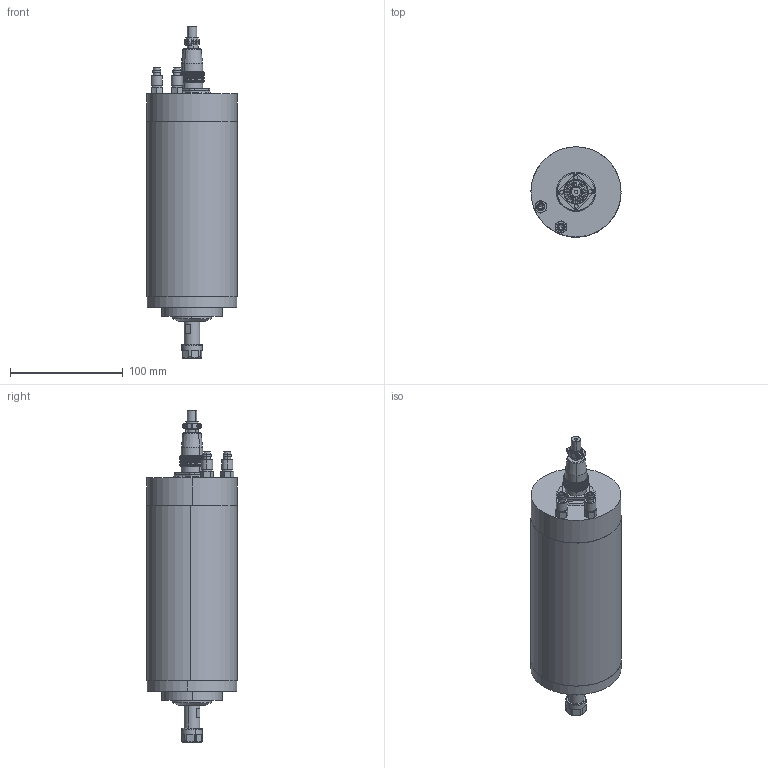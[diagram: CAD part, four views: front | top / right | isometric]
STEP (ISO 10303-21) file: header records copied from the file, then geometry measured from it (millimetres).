
FILE_DESCRIPTION (( 'STEP AP214' ), '1' );
FILE_NAME ('GDZ-19.STEP', '2024-08-01T01:10:10', ( '00' ), ( '' ), 'SwSTEP 2.0', 'SolidWorks 2018', '' );
FILE_SCHEMA (( 'AUTOMOTIVE_DESIGN' ));
Length unit declared in the file: millimetre
Products named in the file (13): GDZ19堤盄釱; GDZ19粣芛; GDZ-19; GDZ19儂褲; 阨郲30.5-(M8); GDZ19ヶ蹟譫; H17-4瑤脣; ER11蹟簽; GDZ19ヶ裔; H17-4脣釱; GDZ19粣創釱; ER11粟俶芠標; H17-4脣芛
Assembly tree (13 placements, depth 3):
  GDZ-19
    GDZ19儂褲
    ER11粟俶芠標
    ER11蹟簽
    GDZ19堤盄釱
    GDZ19ヶ裔
    GDZ19ヶ蹟譫
    GDZ19粣創釱
    GDZ19粣芛
    阨郲30.5-(M8)  x2
    H17-4瑤脣
      H17-4脣釱
      H17-4脣芛
Bounding box: 80 x 80 x 294.7 mm (x, y, z)
Volume: 992847.6 mm3; surface area: 106372.7 mm2
Topology: 14 solids, 14 shells, 1075 faces, 2851 edges, 1845 vertices
Faces by surface type: cylinder 498, plane 469, cone 66, torus 17, bspline 13, sphere 12
Entity records: 37806 total; most frequent: CARTESIAN_POINT 9245, ORIENTED_EDGE 5510, DIRECTION 5368, EDGE_CURVE 2755, AXIS2_PLACEMENT_3D 2122, VERTEX_POINT 1805, EDGE_LOOP 1152, VECTOR 1124
